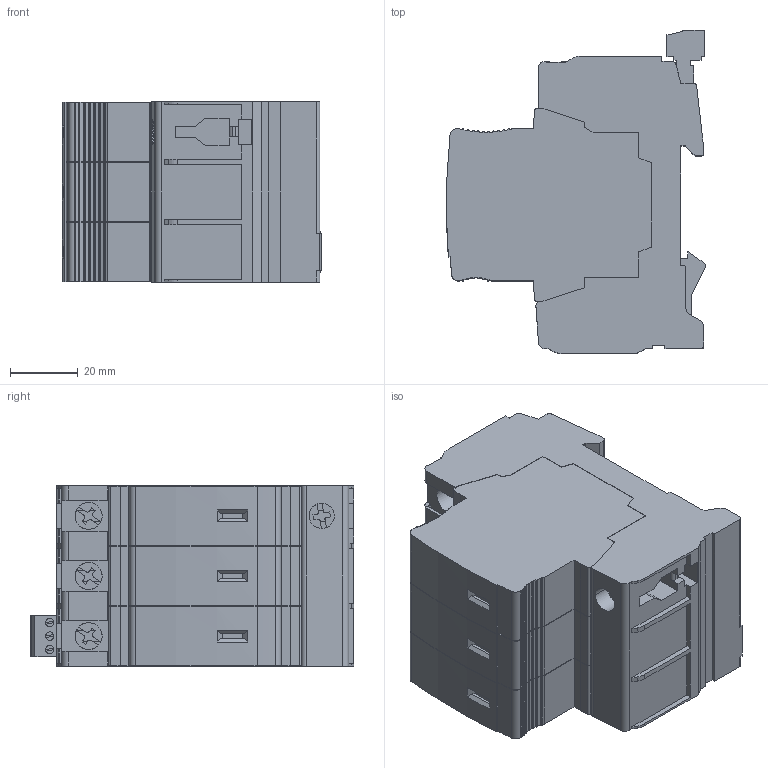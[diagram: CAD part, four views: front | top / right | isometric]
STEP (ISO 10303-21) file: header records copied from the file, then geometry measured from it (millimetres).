
FILE_DESCRIPTION((''),'2;1');
FILE_NAME('B80001511','2017-02-24T',('FRJEGUI'),(''),'CREO PARAMETRIC BY PTC INC, 2016380','CREO PARAMETRIC BY PTC INC, 2016380','');
FILE_SCHEMA(('CONFIG_CONTROL_DESIGN'));
Length unit declared in the file: millimetre
Products named in the file (1): B80001511
Bounding box: 76.67 x 95.8 x 53.4 mm (x, y, z)
Volume: 256745.4 mm3; surface area: 46384.9 mm2
Topology: 1 solids, 1 shells, 869 faces, 2544 edges, 1682 vertices
Faces by surface type: plane 626, cylinder 237, cone 6
Entity records: 28792 total; most frequent: CARTESIAN_POINT 5205, ORIENTED_EDGE 5088, DIRECTION 4782, EDGE_CURVE 2544, VECTOR 2016, LINE 2016, VERTEX_POINT 1682, AXIS2_PLACEMENT_3D 1383
